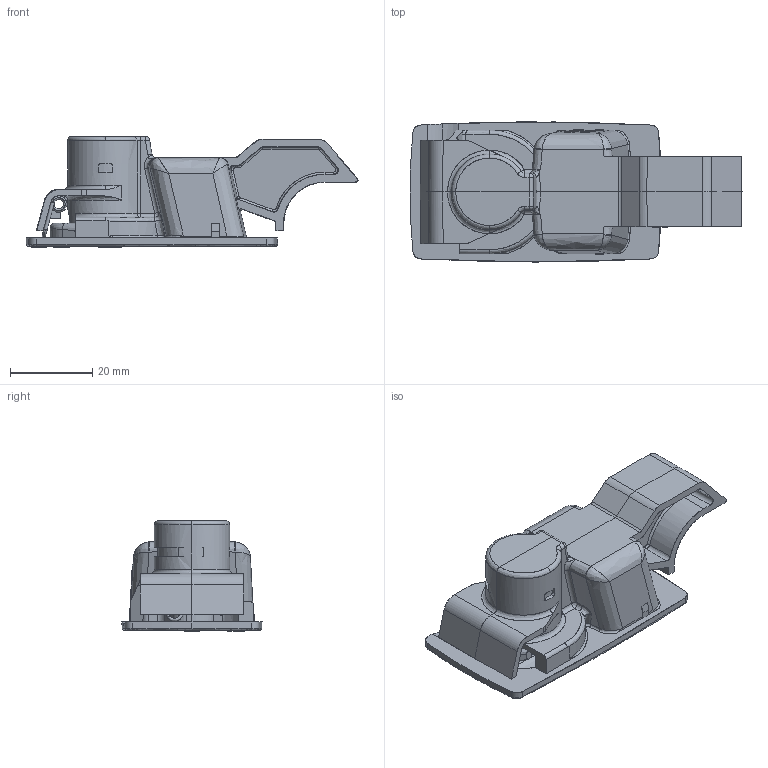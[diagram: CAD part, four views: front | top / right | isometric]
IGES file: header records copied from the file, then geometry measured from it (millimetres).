
Start section: SolidWorks IGES file using analytic representation for surfaces
Global section: file name: TSL-725-5.IGS; native system: SolidWorks 2016; preprocessor: SolidWorks 2016; author: death; date: 220520.134119; units: millimetre
Bounding box: 80.5 x 33.99 x 26.9 mm (x, y, z)
Surface area: 15366 mm2 (no closed solid volume)
Topology: 0 solids, 0 shells, 775 faces, 6248 edges, 6245 vertices
Faces by surface type: bspline 623, revolution 152
